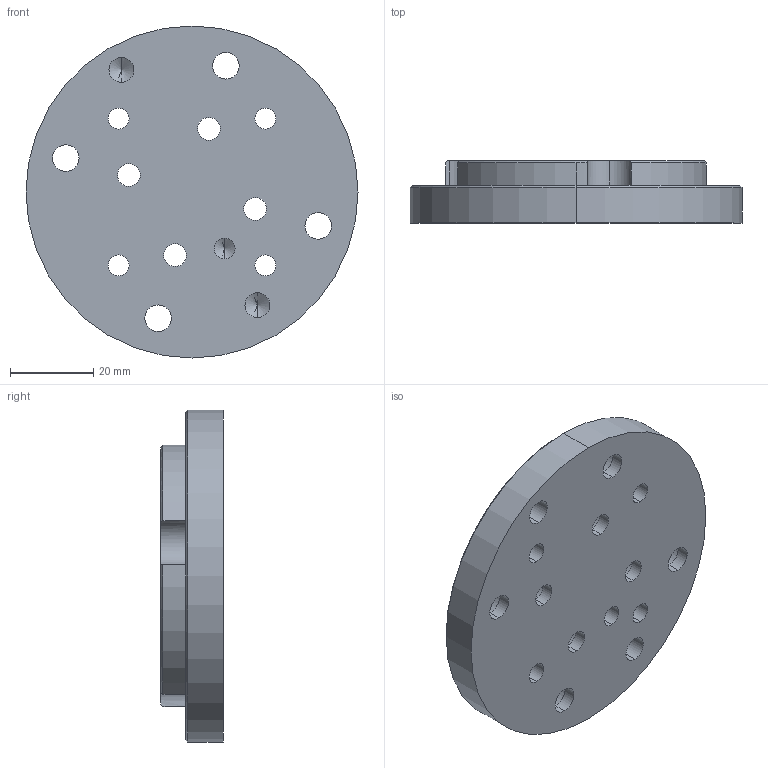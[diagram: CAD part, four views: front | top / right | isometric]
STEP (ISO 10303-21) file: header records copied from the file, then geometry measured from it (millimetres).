
FILE_DESCRIPTION (( 'STEP AP203' ), '1' );
FILE_NAME ('W-018-ADAPTER PLATE W-63-4M6-68-1D6.STEP', '2019-07-03T17:32:22', ( '' ), ( '' ), 'SwSTEP 2.0', 'SolidWorks 2019', '' );
FILE_SCHEMA (( 'CONFIG_CONTROL_DESIGN' ));
Length unit declared in the file: millimetre
Products named in the file (1): W-018-ADAPTER PLATE W-63-4M6-68-1D6
Bounding box: 80 x 15 x 80 mm (x, y, z)
Volume: 50313 mm3; surface area: 17110 mm2
Topology: 1 solids, 1 shells, 100 faces, 268 edges, 168 vertices
Faces by surface type: cylinder 59, cone 29, plane 12
Entity records: 3273 total; most frequent: DIRECTION 602, CARTESIAN_POINT 577, ORIENTED_EDGE 520, EDGE_CURVE 260, AXIS2_PLACEMENT_3D 257, VERTEX_POINT 168, CIRCLE 156, EDGE_LOOP 130
